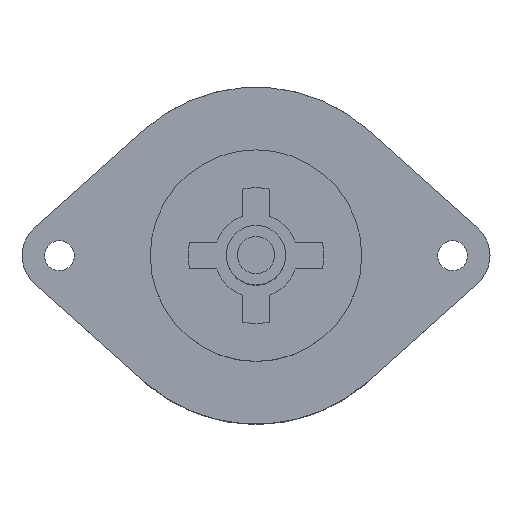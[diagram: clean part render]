
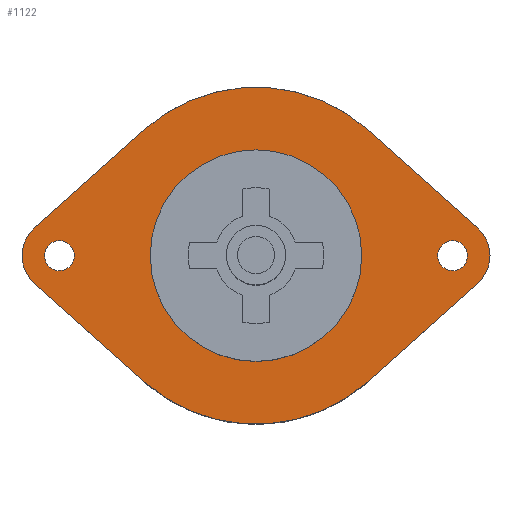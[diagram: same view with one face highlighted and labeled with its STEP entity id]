
A CAD part, top view. The second image highlights one B-rep face of the part: STEP entity #1122.
In plain terms, the highlighted planar face has unit normal (0, 0, 1).
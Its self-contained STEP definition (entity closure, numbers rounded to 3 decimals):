
#93=CARTESIAN_POINT('',(-21.,0.,9.75));
#94=DIRECTION('',(0.,0.,-1.));
#95=DIRECTION('',(1.,0.,0.));
#96=AXIS2_PLACEMENT_3D('',#93,#94,#95);
#98=CARTESIAN_POINT('',(-21.,0.,9.75));
#99=DIRECTION('',(0.,0.,-1.));
#100=DIRECTION('',(-1.,0.,0.));
#101=AXIS2_PLACEMENT_3D('',#98,#99,#100);
#103=CARTESIAN_POINT('',(21.,0.,9.75));
#104=DIRECTION('',(0.,0.,-1.));
#105=DIRECTION('',(1.,0.,0.));
#106=AXIS2_PLACEMENT_3D('',#103,#104,#105);
#108=CARTESIAN_POINT('',(21.,0.,9.75));
#109=DIRECTION('',(0.,0.,-1.));
#110=DIRECTION('',(-1.,0.,0.));
#111=AXIS2_PLACEMENT_3D('',#108,#109,#110);
#113=CARTESIAN_POINT('',(-21.,0.,9.75));
#114=DIRECTION('',(0.,0.,1.));
#115=DIRECTION('',(-0.667,0.745,0.));
#116=AXIS2_PLACEMENT_3D('',#113,#114,#115);
#118=DIRECTION('',(-0.745,-0.667,0.));
#119=VECTOR('',#118,15.652);
#120=CARTESIAN_POINT('',(-12.,13.416,9.75));
#121=LINE('',#120,#119);
#122=CARTESIAN_POINT('',(0.,0.,9.75));
#123=DIRECTION('',(0.,0.,1.));
#124=DIRECTION('',(0.667,0.745,0.));
#125=AXIS2_PLACEMENT_3D('',#122,#123,#124);
#127=DIRECTION('',(-0.745,0.667,0.));
#128=VECTOR('',#127,15.652);
#129=CARTESIAN_POINT('',(23.667,2.981,9.75));
#130=LINE('',#129,#128);
#131=CARTESIAN_POINT('',(21.,0.,9.75));
#132=DIRECTION('',(0.,0.,1.));
#133=DIRECTION('',(0.667,-0.745,0.));
#134=AXIS2_PLACEMENT_3D('',#131,#132,#133);
#136=DIRECTION('',(0.745,0.667,0.));
#137=VECTOR('',#136,15.652);
#138=CARTESIAN_POINT('',(12.,-13.416,9.75));
#139=LINE('',#138,#137);
#140=CARTESIAN_POINT('',(0.,0.,9.75));
#141=DIRECTION('',(0.,0.,1.));
#142=DIRECTION('',(-0.667,-0.745,0.));
#143=AXIS2_PLACEMENT_3D('',#140,#141,#142);
#145=DIRECTION('',(0.745,-0.667,0.));
#146=VECTOR('',#145,15.652);
#147=CARTESIAN_POINT('',(-23.667,-2.981,9.75));
#148=LINE('',#147,#146);
#199=CARTESIAN_POINT('',(0.,0.,9.75));
#200=DIRECTION('',(0.,0.,1.));
#201=DIRECTION('',(1.,0.,0.));
#202=AXIS2_PLACEMENT_3D('',#199,#200,#201);
#208=CARTESIAN_POINT('',(0.,0.,9.75));
#209=DIRECTION('',(0.,0.,1.));
#210=DIRECTION('',(-1.,0.,0.));
#211=AXIS2_PLACEMENT_3D('',#208,#209,#210);
#761=CARTESIAN_POINT('',(-19.4,0.,9.75));
#762=CARTESIAN_POINT('',(-22.6,0.,9.75));
#763=VERTEX_POINT('',#761);
#764=VERTEX_POINT('',#762);
#765=CARTESIAN_POINT('',(22.6,0.,9.75));
#766=CARTESIAN_POINT('',(19.4,0.,9.75));
#767=VERTEX_POINT('',#765);
#768=VERTEX_POINT('',#766);
#769=CARTESIAN_POINT('',(-23.667,2.981,9.75));
#770=CARTESIAN_POINT('',(-23.667,-2.981,9.75));
#771=VERTEX_POINT('',#769);
#772=VERTEX_POINT('',#770);
#773=CARTESIAN_POINT('',(-12.,-13.416,9.75));
#774=VERTEX_POINT('',#773);
#775=CARTESIAN_POINT('',(12.,-13.416,9.75));
#776=VERTEX_POINT('',#775);
#777=CARTESIAN_POINT('',(23.667,-2.981,9.75));
#778=VERTEX_POINT('',#777);
#779=CARTESIAN_POINT('',(23.667,2.981,9.75));
#780=VERTEX_POINT('',#779);
#781=CARTESIAN_POINT('',(12.,13.416,9.75));
#782=VERTEX_POINT('',#781);
#783=CARTESIAN_POINT('',(-12.,13.416,9.75));
#784=VERTEX_POINT('',#783);
#813=CARTESIAN_POINT('',(11.3,0.,9.75));
#814=CARTESIAN_POINT('',(-11.3,0.,9.75));
#815=VERTEX_POINT('',#813);
#816=VERTEX_POINT('',#814);
#1084=CARTESIAN_POINT('',(0.,0.,9.75));
#1085=DIRECTION('',(0.,0.,1.));
#1086=DIRECTION('',(1.,0.,0.));
#1087=AXIS2_PLACEMENT_3D('',#1084,#1085,#1086);
#1088=PLANE('',#1087);
#1090=ORIENTED_EDGE('',*,*,#1089,.F.);
#1092=ORIENTED_EDGE('',*,*,#1091,.F.);
#1093=ORIENTED_EDGE('',*,*,#996,.F.);
#1095=ORIENTED_EDGE('',*,*,#1094,.F.);
#1097=ORIENTED_EDGE('',*,*,#1096,.F.);
#1099=ORIENTED_EDGE('',*,*,#1098,.F.);
#1101=ORIENTED_EDGE('',*,*,#1100,.F.);
#1103=ORIENTED_EDGE('',*,*,#1102,.F.);
#1104=EDGE_LOOP('',(#1090,#1092,#1093,#1095,#1097,#1099,#1101,#1103));
#1105=FACE_OUTER_BOUND('',#1104,.F.);
#1107=ORIENTED_EDGE('',*,*,#1106,.F.);
#1109=ORIENTED_EDGE('',*,*,#1108,.F.);
#1110=EDGE_LOOP('',(#1107,#1109));
#1111=FACE_BOUND('',#1110,.F.);
#1112=ORIENTED_EDGE('',*,*,#1064,.F.);
#1113=ORIENTED_EDGE('',*,*,#1078,.F.);
#1114=EDGE_LOOP('',(#1112,#1113));
#1115=FACE_BOUND('',#1114,.F.);
#1117=ORIENTED_EDGE('',*,*,#1116,.T.);
#1119=ORIENTED_EDGE('',*,*,#1118,.T.);
#1120=EDGE_LOOP('',(#1117,#1119));
#1121=FACE_BOUND('',#1120,.F.);
#1122=ADVANCED_FACE('',(#1105,#1111,#1115,#1121),#1088,.T.);
#97=CIRCLE('',#96,1.6);
#102=CIRCLE('',#101,1.6);
#107=CIRCLE('',#106,1.6);
#112=CIRCLE('',#111,1.6);
#117=CIRCLE('',#116,4.);
#126=CIRCLE('',#125,18.);
#135=CIRCLE('',#134,4.);
#144=CIRCLE('',#143,18.);
#203=CIRCLE('',#202,11.3);
#212=CIRCLE('',#211,11.3);
#996=EDGE_CURVE('',#782,#784,#126,.T.);
#1064=EDGE_CURVE('',#763,#764,#97,.T.);
#1078=EDGE_CURVE('',#764,#763,#102,.T.);
#1089=EDGE_CURVE('',#771,#772,#117,.T.);
#1091=EDGE_CURVE('',#784,#771,#121,.T.);
#1094=EDGE_CURVE('',#780,#782,#130,.T.);
#1096=EDGE_CURVE('',#778,#780,#135,.T.);
#1098=EDGE_CURVE('',#776,#778,#139,.T.);
#1100=EDGE_CURVE('',#774,#776,#144,.T.);
#1102=EDGE_CURVE('',#772,#774,#148,.T.);
#1106=EDGE_CURVE('',#767,#768,#107,.T.);
#1108=EDGE_CURVE('',#768,#767,#112,.T.);
#1116=EDGE_CURVE('',#815,#816,#203,.T.);
#1118=EDGE_CURVE('',#816,#815,#212,.T.);
